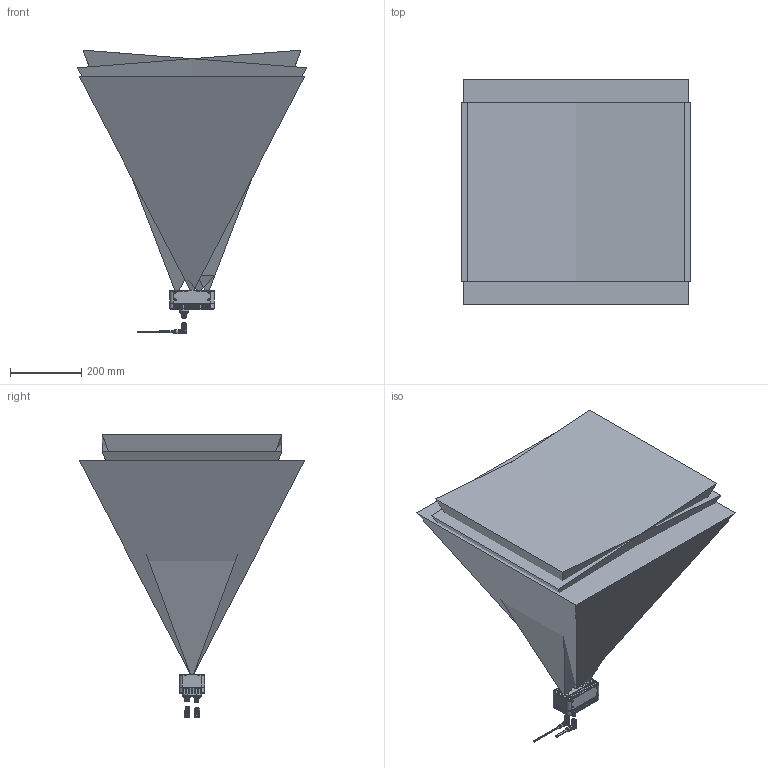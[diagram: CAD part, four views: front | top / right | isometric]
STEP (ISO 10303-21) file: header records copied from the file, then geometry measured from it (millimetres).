
FILE_DESCRIPTION(/* description */ (''),/* implementation_level */ '2;1');
FILE_NAME(/* name */ 'HS3310外观.stp',/* time_stamp */ '2024-01-12T20:38:37+08:00',/* author */ (''),/* organization */ (''),/* preprocessor_version */ 'ST-DEVELOPER v16.7',/* originating_system */ 'SIEMENS PLM Software NX 1919',/* authorisation */ '');
FILE_SCHEMA (('AP203_CONFIGURATION_CONTROLLED_3D_DESIGN_OF_MECHANICAL_PARTS_AND_ASSEMBLIES_MIM_LF { 1 0 10303 403 2 1 2}'));
Products named in the file (1): leno358CD6BA4y97
Bounding box: 646.92 x 633.59 x 798.04 mm (x, y, z)
Volume: 223395041.6 mm3; surface area: 3679660.7 mm2
Topology: 12 solids, 27 shells, 5740 faces, 15130 edges, 9565 vertices
Faces by surface type: plane 2430, cylinder 1431, bspline 611, cone 489, extrusion 448, torus 215, sphere 116
Full cylindrical faces by diameter (mm): 2 x3, 2.05 x4, 2.5 x12, 2.7 x4, 2.8 x2, 4 x1, 4.2 x4, 5.2 x1, 5.5 x8, 6.5 x4, 10.2 x1, 13.8 x1, 14.4 x1, 15 x1, 15.16 x2, 15.2 x2, 16.8 x2, 17.8 x2, 18.4 x2, 19.4 x2, 20 x2
Entity records: 221693 total; most frequent: CARTESIAN_POINT 86636, ORIENTED_EDGE 29650, DIRECTION 25224, EDGE_CURVE 14825, VERTEX_POINT 9504, AXIS2_PLACEMENT_3D 8437, VECTOR 8350, LINE 7902
